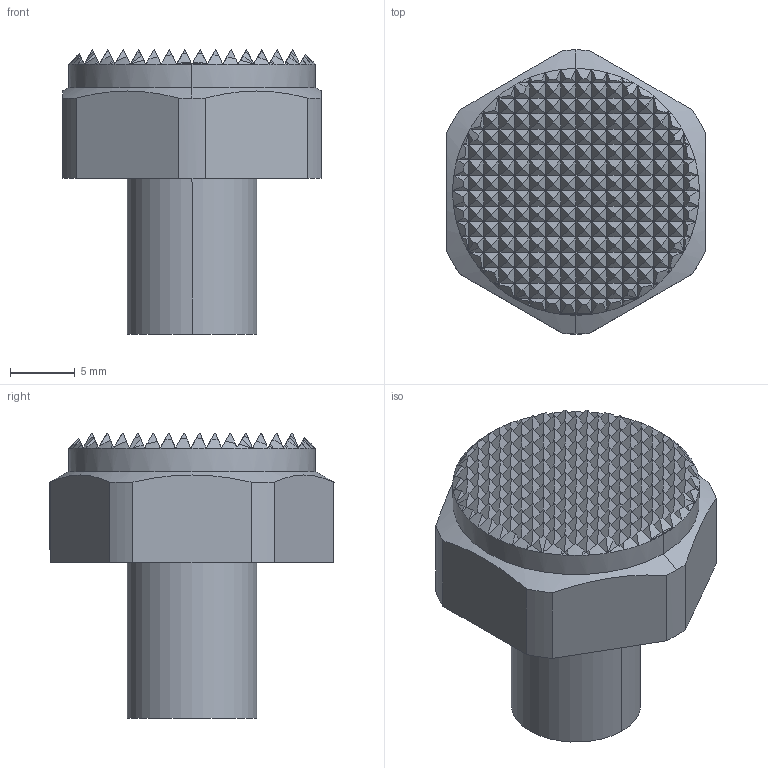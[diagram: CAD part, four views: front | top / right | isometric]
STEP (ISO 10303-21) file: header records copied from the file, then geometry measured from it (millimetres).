
FILE_DESCRIPTION(('STEP AP214'),'1');
FILE_NAME('HALDERN_EH_22690_0231.stp','2017-07-04T09:13:55',('TraceParts'),('TraceParts S.A.'),'Spatial InterOp 3D',' ',' ');
FILE_SCHEMA(('automotive_design'));
Length unit declared in the file: millimetre
Products named in the file (1): HALDERN_EH_22690_0231
Bounding box: 19.92 x 21.9 x 21.91 mm (x, y, z)
Volume: 3922.8 mm3; surface area: 1923.5 mm2
Topology: 1 solids, 1 shells, 948 faces, 1718 edges, 773 vertices
Faces by surface type: plane 862, cone 76, cylinder 10
Entity records: 28628 total; most frequent: CARTESIAN_POINT 3898, DIRECTION 3470, ORIENTED_EDGE 3436, EDGE_CURVE 1718, LINE 1406, VECTOR 1406, AXIS2_PLACEMENT_3D 1032, STYLED_ITEM 949
